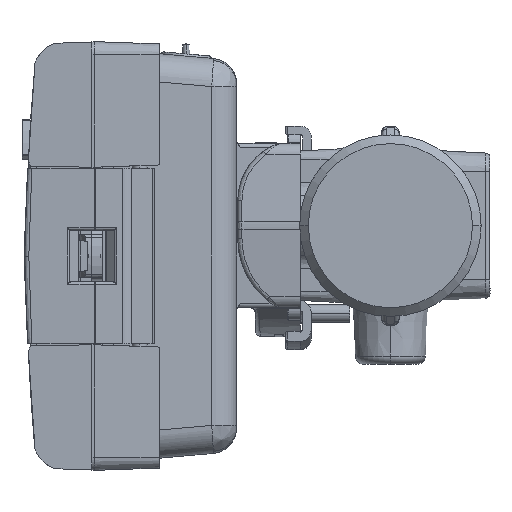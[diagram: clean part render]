
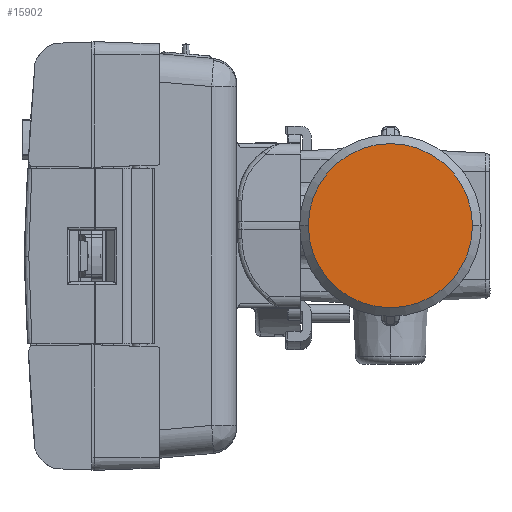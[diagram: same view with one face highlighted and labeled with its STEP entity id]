
A CAD part, left-side view. The second image highlights one B-rep face of the part: STEP entity #15902.
In plain terms, the highlighted planar face has unit normal (-1, 0, 0).
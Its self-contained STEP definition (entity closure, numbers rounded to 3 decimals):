
#1984 = CIRCLE ( 'NONE', #99482, 18.955 ) ;
#7617 = PLANE ( 'NONE',  #107485 ) ;
#13146 = DIRECTION ( 'NONE',  ( 1., 0., 0. ) ) ;
#15902 = ADVANCED_FACE ( 'NONE', ( #112645 ), #7617, .F. ) ;
#23606 = EDGE_CURVE ( 'NONE', #128028, #126289, #97020, .T. ) ;
#28195 = DIRECTION ( 'NONE',  ( 0., 1., 0. ) ) ;
#51920 = DIRECTION ( 'NONE',  ( 1., 0., 0. ) ) ;
#54247 = ORIENTED_EDGE ( 'NONE', *, *, #68001, .F. ) ;
#67173 = CARTESIAN_POINT ( 'NONE',  ( -130., 18.955, 0. ) ) ;
#68001 = EDGE_CURVE ( 'NONE', #126289, #128028, #1984, .T. ) ;
#70870 = CARTESIAN_POINT ( 'NONE',  ( -130., -18.955, 0. ) ) ;
#74290 = CARTESIAN_POINT ( 'NONE',  ( -130., 0., 0. ) ) ;
#75787 = AXIS2_PLACEMENT_3D ( 'NONE', #74290, #13146, #84511 ) ;
#84432 = ORIENTED_EDGE ( 'NONE', *, *, #23606, .F. ) ;
#84511 = DIRECTION ( 'NONE',  ( 0., 1., 0. ) ) ;
#89254 = DIRECTION ( 'NONE',  ( 1., 0., 0. ) ) ;
#95622 = EDGE_LOOP ( 'NONE', ( #54247, #84432 ) ) ;
#97020 = CIRCLE ( 'NONE', #75787, 18.955 ) ;
#99052 = CARTESIAN_POINT ( 'NONE',  ( -130., 18.955, 0. ) ) ;
#99482 = AXIS2_PLACEMENT_3D ( 'NONE', #112896, #51920, #123127 ) ;
#107485 = AXIS2_PLACEMENT_3D ( 'NONE', #99052, #89254, #28195 ) ;
#112645 = FACE_OUTER_BOUND ( 'NONE', #95622, .T. ) ;
#112896 = CARTESIAN_POINT ( 'NONE',  ( -130., 0., 0. ) ) ;
#123127 = DIRECTION ( 'NONE',  ( 0., 1., 0. ) ) ;
#126289 = VERTEX_POINT ( 'NONE', #67173 ) ;
#128028 = VERTEX_POINT ( 'NONE', #70870 ) ;
